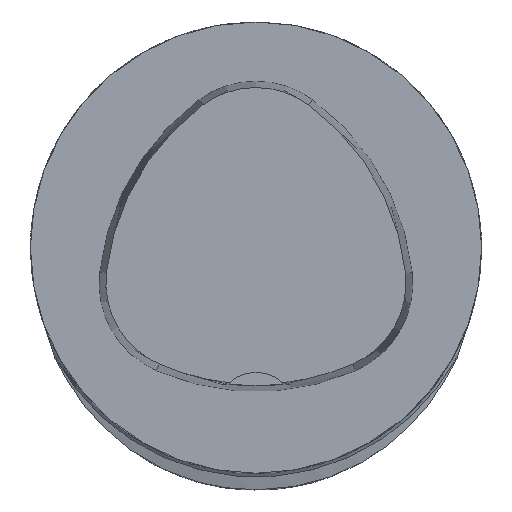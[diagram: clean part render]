
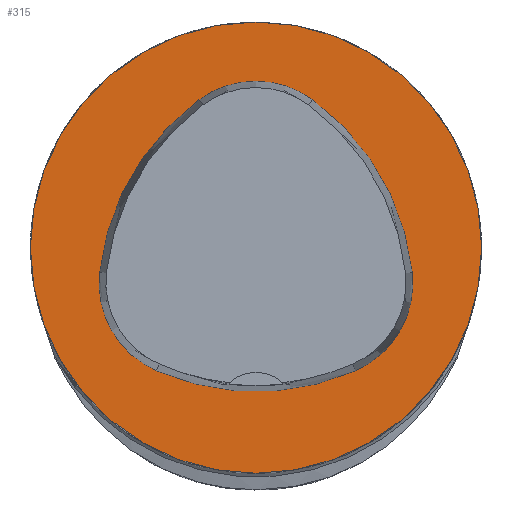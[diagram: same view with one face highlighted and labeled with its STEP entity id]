
A CAD part, top view. The second image highlights one B-rep face of the part: STEP entity #315.
In plain terms, the highlighted planar face has unit normal (0, 0, 1).
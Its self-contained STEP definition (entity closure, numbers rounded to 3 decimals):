
#315=ADVANCED_FACE('',(#385,#386),#351,.T.);
#351=PLANE('',#1062);
#385=FACE_BOUND('',#433,.T.);
#386=FACE_BOUND('',#434,.T.);
#433=EDGE_LOOP('',(#619,#620,#621,#622,#623,#624));
#434=EDGE_LOOP('',(#625));
#619=ORIENTED_EDGE('',*,*,#876,.T.);
#620=ORIENTED_EDGE('',*,*,#856,.T.);
#621=ORIENTED_EDGE('',*,*,#860,.T.);
#622=ORIENTED_EDGE('',*,*,#863,.T.);
#623=ORIENTED_EDGE('',*,*,#866,.T.);
#624=ORIENTED_EDGE('',*,*,#874,.T.);
#625=ORIENTED_EDGE('',*,*,#839,.F.);
#745=VERTEX_POINT('',#1602);
#758=VERTEX_POINT('',#1665);
#759=VERTEX_POINT('',#1666);
#762=VERTEX_POINT('',#1674);
#764=VERTEX_POINT('',#1680);
#766=VERTEX_POINT('',#1686);
#773=VERTEX_POINT('',#1707);
#839=EDGE_CURVE('',#745,#745,#918,.T.);
#856=EDGE_CURVE('',#758,#759,#921,.T.);
#860=EDGE_CURVE('',#759,#762,#923,.T.);
#863=EDGE_CURVE('',#762,#764,#925,.T.);
#866=EDGE_CURVE('',#764,#766,#927,.T.);
#874=EDGE_CURVE('',#766,#773,#931,.T.);
#876=EDGE_CURVE('',#773,#758,#933,.T.);
#918=CIRCLE('',#1029,40.);
#921=CIRCLE('',#1040,44.);
#923=CIRCLE('',#1043,17.);
#925=CIRCLE('',#1046,44.);
#927=CIRCLE('',#1049,17.);
#931=CIRCLE('',#1054,44.);
#933=CIRCLE('',#1057,17.);
#1029=AXIS2_PLACEMENT_3D('',#1601,#1206,#1207);
#1040=AXIS2_PLACEMENT_3D('',#1664,#1235,#1236);
#1043=AXIS2_PLACEMENT_3D('',#1673,#1243,#1244);
#1046=AXIS2_PLACEMENT_3D('',#1679,#1250,#1251);
#1049=AXIS2_PLACEMENT_3D('',#1685,#1257,#1258);
#1054=AXIS2_PLACEMENT_3D('',#1708,#1269,#1270);
#1057=AXIS2_PLACEMENT_3D('',#1711,#1275,#1276);
#1062=AXIS2_PLACEMENT_3D('',#1716,#1285,#1286);
#1206=DIRECTION('',(0.,0.,-1.));
#1207=DIRECTION('',(-1.,0.,0.));
#1235=DIRECTION('',(0.,0.,-1.));
#1236=DIRECTION('',(-1.,0.,0.));
#1243=DIRECTION('',(0.,0.,-1.));
#1244=DIRECTION('',(-1.,0.,0.));
#1250=DIRECTION('',(0.,0.,-1.));
#1251=DIRECTION('',(-1.,0.,0.));
#1257=DIRECTION('',(0.,0.,-1.));
#1258=DIRECTION('',(-1.,0.,0.));
#1269=DIRECTION('',(0.,0.,-1.));
#1270=DIRECTION('',(-1.,0.,0.));
#1275=DIRECTION('',(0.,0.,-1.));
#1276=DIRECTION('',(-1.,0.,0.));
#1285=DIRECTION('',(0.,0.,1.));
#1286=DIRECTION('',(1.,0.,0.));
#1601=CARTESIAN_POINT('',(0.,0.,0.));
#1602=CARTESIAN_POINT('',(-40.,0.,0.));
#1664=CARTESIAN_POINT('',(16.01,-9.224,0.));
#1665=CARTESIAN_POINT('',(-27.722,-4.378,0.));
#1666=CARTESIAN_POINT('',(-10.119,26.178,0.));
#1673=CARTESIAN_POINT('',(-0.023,12.5,0.));
#1674=CARTESIAN_POINT('',(10.049,26.194,0.));
#1679=CARTESIAN_POINT('',(-16.021,-9.25,0.));
#1680=CARTESIAN_POINT('',(27.71,-4.394,0.));
#1685=CARTESIAN_POINT('',(10.814,-6.27,0.));
#1686=CARTESIAN_POINT('',(17.611,-21.852,0.));
#1707=CARTESIAN_POINT('',(-17.652,-21.819,0.));
#1708=CARTESIAN_POINT('',(0.017,18.477,0.));
#1711=CARTESIAN_POINT('',(-10.825,-6.25,0.));
#1716=CARTESIAN_POINT('',(0.,0.,0.));
